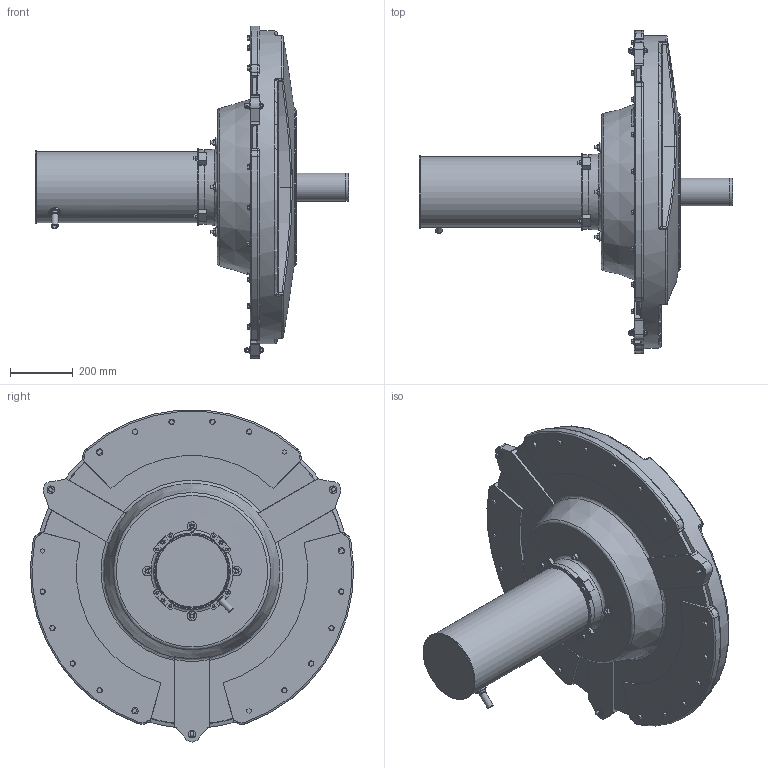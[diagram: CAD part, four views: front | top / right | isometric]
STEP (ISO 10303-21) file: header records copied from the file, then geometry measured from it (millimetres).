
FILE_DESCRIPTION(/* description */ (''),/* implementation_level */ '2;1');
FILE_NAME(/* name */ '50372_Midi.stp',/* time_stamp */ '2017-07-07T11:29:46+02:00',/* author */ ('guzb562'),/* organization */ (''),/* preprocessor_version */ 'ST-DEVELOPER v16.1',/* originating_system */ 'Autodesk Inventor 2016',/* authorisation */ '');
FILE_SCHEMA (('AUTOMOTIVE_DESIGN { 1 0 10303 214 3 1 1 }'));
Length unit declared in the file: millimetre
Products named in the file (1): 50372_Midi
Bounding box: 1000 x 1029.51 x 1057.39 mm (x, y, z)
Volume: 119742549.4 mm3; surface area: 2935142.9 mm2
Topology: 7 solids, 10 shells, 856 faces, 2140 edges, 1399 vertices
Faces by surface type: plane 495, bspline 160, cylinder 123, cone 45, torus 27, sphere 6
Full cylindrical faces by diameter (mm): 8 x7, 9 x8, 10 x4, 12 x3, 13.545 x1, 15.588 x3, 17 x12, 20.127 x3, 24 x6, 30 x4, 38.688 x1, 81.622 x1, 82.614 x1, 88.575 x1, 88.8 x1, 92.252 x1, 226 x1, 231.071 x1
Entity records: 30311 total; most frequent: CARTESIAN_POINT 11336, ORIENTED_EDGE 4086, DIRECTION 3271, EDGE_CURVE 2043, VERTEX_POINT 1386, AXIS2_PLACEMENT_3D 1095, LINE 1081, VECTOR 1081
